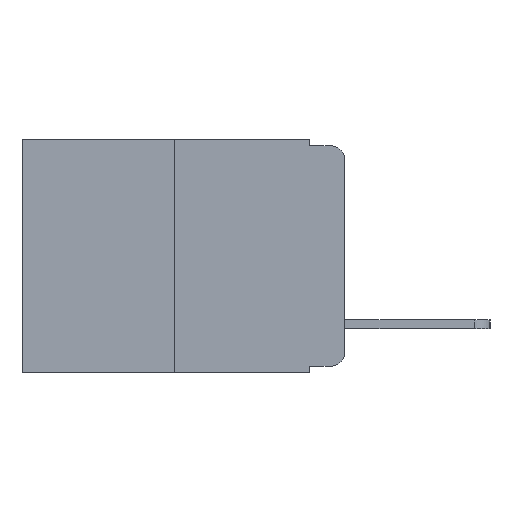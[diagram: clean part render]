
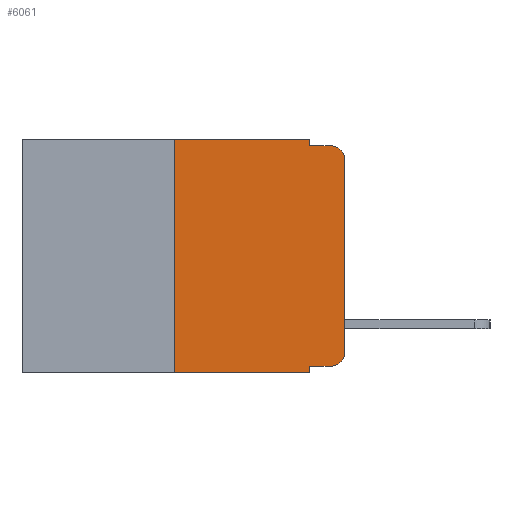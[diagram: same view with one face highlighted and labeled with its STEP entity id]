
A CAD part, left-side view. The second image highlights one B-rep face of the part: STEP entity #6061.
In plain terms, the highlighted planar face has unit normal (-1, 0, 0).
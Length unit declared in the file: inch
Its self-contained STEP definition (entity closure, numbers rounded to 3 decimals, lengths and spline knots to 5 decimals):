
#135 = VECTOR ( 'NONE', #1786, 39.37008 ) ;
#670 = VERTEX_POINT ( 'NONE', #11558 ) ;
#732 = EDGE_CURVE ( 'NONE', #14386, #5479, #6536, .T. ) ;
#1087 = EDGE_CURVE ( 'NONE', #1684, #11496, #21673, .T. ) ;
#1136 = CARTESIAN_POINT ( 'NONE',  ( 0., 0.25, 0. ) ) ;
#1437 = DIRECTION ( 'NONE',  ( 1., 0., 0. ) ) ;
#1684 = VERTEX_POINT ( 'NONE', #20992 ) ;
#1786 = DIRECTION ( 'NONE',  ( 0., -1., 0. ) ) ;
#1847 = VECTOR ( 'NONE', #13633, 39.37008 ) ;
#3099 = CARTESIAN_POINT ( 'NONE',  ( 0., 0.473, -0.343 ) ) ;
#3474 = VERTEX_POINT ( 'NONE', #1136 ) ;
#3690 = EDGE_CURVE ( 'NONE', #670, #11496, #10243, .T. ) ;
#3787 = ORIENTED_EDGE ( 'NONE', *, *, #15140, .T. ) ;
#3834 = VERTEX_POINT ( 'NONE', #6978 ) ;
#4083 = ORIENTED_EDGE ( 'NONE', *, *, #1087, .F. ) ;
#5246 = ORIENTED_EDGE ( 'NONE', *, *, #9114, .F. ) ;
#5479 = VERTEX_POINT ( 'NONE', #8453 ) ;
#6042 = VERTEX_POINT ( 'NONE', #12188 ) ;
#6044 = CARTESIAN_POINT ( 'NONE',  ( 0., 0.02, -0.313 ) ) ;
#6061 = ADVANCED_FACE ( 'NONE', ( #17826 ), #20409, .F. ) ;
#6476 = DIRECTION ( 'NONE',  ( -1., 0., 0. ) ) ;
#6536 = LINE ( 'NONE', #3099, #135 ) ;
#6978 = CARTESIAN_POINT ( 'NONE',  ( 0., 0.02, -0.333 ) ) ;
#7037 = ORIENTED_EDGE ( 'NONE', *, *, #732, .T. ) ;
#7103 = EDGE_CURVE ( 'NONE', #3474, #6042, #7169, .T. ) ;
#7120 = DIRECTION ( 'NONE',  ( 0., 0., 1. ) ) ;
#7169 = LINE ( 'NONE', #20280, #11792 ) ;
#7566 = ORIENTED_EDGE ( 'NONE', *, *, #17320, .F. ) ;
#7658 = LINE ( 'NONE', #11421, #20428 ) ;
#7909 = DIRECTION ( 'NONE',  ( 0., 0., -1. ) ) ;
#8453 = CARTESIAN_POINT ( 'NONE',  ( 0., 0.051, -0.343 ) ) ;
#8494 = VECTOR ( 'NONE', #10009, 39.37008 ) ;
#8694 = EDGE_CURVE ( 'NONE', #11832, #670, #15849, .T. ) ;
#8747 = AXIS2_PLACEMENT_3D ( 'NONE', #16662, #6476, #18302 ) ;
#9114 = EDGE_CURVE ( 'NONE', #6042, #1684, #13690, .T. ) ;
#9879 = ORIENTED_EDGE ( 'NONE', *, *, #12870, .T. ) ;
#10009 = DIRECTION ( 'NONE',  ( 0., -1., 0. ) ) ;
#10243 = CIRCLE ( 'NONE', #8747, 0.02 ) ;
#10508 = DIRECTION ( 'NONE',  ( 0., -1., 0. ) ) ;
#10937 = VECTOR ( 'NONE', #7120, 39.37008 ) ;
#11421 = CARTESIAN_POINT ( 'NONE',  ( 0., 0.051, 0. ) ) ;
#11496 = VERTEX_POINT ( 'NONE', #14744 ) ;
#11558 = CARTESIAN_POINT ( 'NONE',  ( 0., 0., -0.03 ) ) ;
#11580 = CIRCLE ( 'NONE', #21183, 0.02 ) ;
#11792 = VECTOR ( 'NONE', #10508, 39.37008 ) ;
#11832 = VERTEX_POINT ( 'NONE', #18817 ) ;
#11950 = CARTESIAN_POINT ( 'NONE',  ( 0., 0.051, -0.333 ) ) ;
#11993 = CARTESIAN_POINT ( 'NONE',  ( 0., 0.051, -0.01 ) ) ;
#12188 = CARTESIAN_POINT ( 'NONE',  ( 0., 0.051, 0. ) ) ;
#12674 = VECTOR ( 'NONE', #20813, 39.37008 ) ;
#12870 = EDGE_CURVE ( 'NONE', #3834, #11832, #11580, .T. ) ;
#13418 = CARTESIAN_POINT ( 'NONE',  ( 0., 0.051, -0.333 ) ) ;
#13602 = EDGE_LOOP ( 'NONE', ( #15799, #17315, #4083, #5246, #14500, #19821, #7037, #7566, #3787, #9879 ) ) ;
#13633 = DIRECTION ( 'NONE',  ( 0., -1., 0. ) ) ;
#13690 = LINE ( 'NONE', #18756, #21814 ) ;
#13980 = DIRECTION ( 'NONE',  ( 0., 0., -1. ) ) ;
#14386 = VERTEX_POINT ( 'NONE', #15169 ) ;
#14500 = ORIENTED_EDGE ( 'NONE', *, *, #7103, .F. ) ;
#14744 = CARTESIAN_POINT ( 'NONE',  ( 0., 0.02, -0.01 ) ) ;
#15140 = EDGE_CURVE ( 'NONE', #18975, #3834, #20181, .T. ) ;
#15169 = CARTESIAN_POINT ( 'NONE',  ( 0., 0.25, -0.343 ) ) ;
#15799 = ORIENTED_EDGE ( 'NONE', *, *, #8694, .T. ) ;
#15849 = LINE ( 'NONE', #20462, #10937 ) ;
#16609 = AXIS2_PLACEMENT_3D ( 'NONE', #22066, #1437, #13980 ) ;
#16662 = CARTESIAN_POINT ( 'NONE',  ( 0., 0.02, -0.03 ) ) ;
#17315 = ORIENTED_EDGE ( 'NONE', *, *, #3690, .T. ) ;
#17320 = EDGE_CURVE ( 'NONE', #18975, #5479, #7658, .T. ) ;
#17826 = FACE_OUTER_BOUND ( 'NONE', #13602, .T. ) ;
#17921 = DIRECTION ( 'NONE',  ( -1., 0., 0. ) ) ;
#17944 = DIRECTION ( 'NONE',  ( 0., 0., -1. ) ) ;
#18302 = DIRECTION ( 'NONE',  ( 0., 0., -1. ) ) ;
#18421 = EDGE_CURVE ( 'NONE', #14386, #3474, #21924, .T. ) ;
#18756 = CARTESIAN_POINT ( 'NONE',  ( 0., 0.051, 0. ) ) ;
#18817 = CARTESIAN_POINT ( 'NONE',  ( 0., 0., -0.313 ) ) ;
#18975 = VERTEX_POINT ( 'NONE', #13418 ) ;
#19186 = CARTESIAN_POINT ( 'NONE',  ( 0., 0.25, 0. ) ) ;
#19821 = ORIENTED_EDGE ( 'NONE', *, *, #18421, .F. ) ;
#20181 = LINE ( 'NONE', #11950, #1847 ) ;
#20280 = CARTESIAN_POINT ( 'NONE',  ( 0., 0.473, 0. ) ) ;
#20356 = DIRECTION ( 'NONE',  ( 0., 0., -1. ) ) ;
#20409 = PLANE ( 'NONE',  #16609 ) ;
#20428 = VECTOR ( 'NONE', #17944, 39.37008 ) ;
#20462 = CARTESIAN_POINT ( 'NONE',  ( 0., 0., 0. ) ) ;
#20813 = DIRECTION ( 'NONE',  ( 0., 0., 1. ) ) ;
#20992 = CARTESIAN_POINT ( 'NONE',  ( 0., 0.051, -0.01 ) ) ;
#21183 = AXIS2_PLACEMENT_3D ( 'NONE', #6044, #17921, #7909 ) ;
#21673 = LINE ( 'NONE', #11993, #8494 ) ;
#21814 = VECTOR ( 'NONE', #20356, 39.37008 ) ;
#21924 = LINE ( 'NONE', #19186, #12674 ) ;
#22066 = CARTESIAN_POINT ( 'NONE',  ( 0., 0.473, 0. ) ) ;
